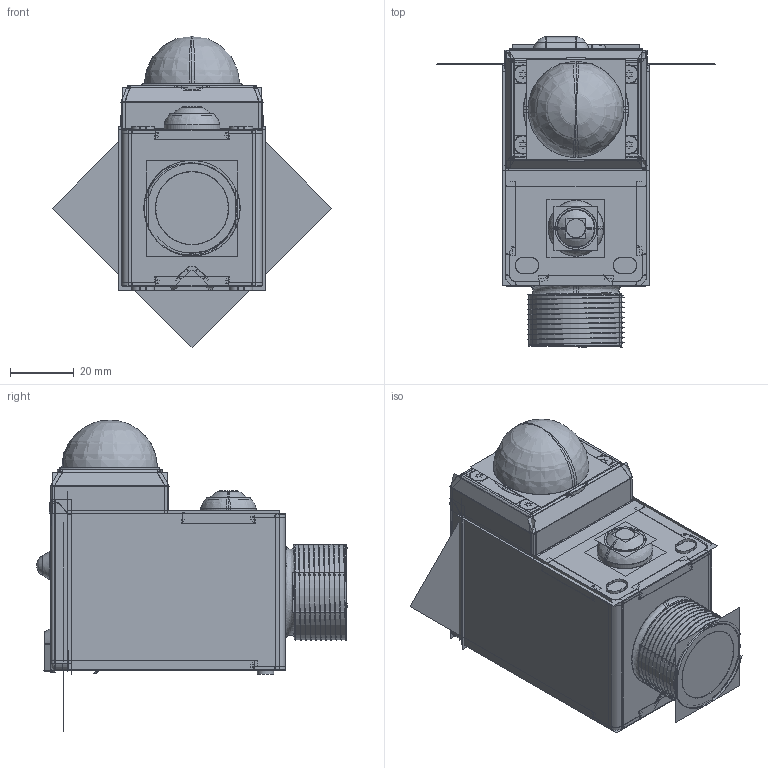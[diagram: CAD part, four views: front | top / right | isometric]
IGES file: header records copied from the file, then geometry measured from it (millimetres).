
Start section:  PTC IGES file: 206600.igs
Global section: file name: 206600.igs; native system: Creo Parametric by PTC Inc.; preprocessor: 2016260; author: pdmadmin; organization: Unknown; date: 20180529.112839; units: millimetre
Bounding box: 87.76 x 97.43 x 97.89 mm (x, y, z)
Volume: 81155.8 mm3; surface area: 372660.6 mm2
Topology: 15 solids, 15 shells, 2364 faces, 11916 edges, 14899 vertices
Faces by surface type: bspline 1230, revolution 1134
